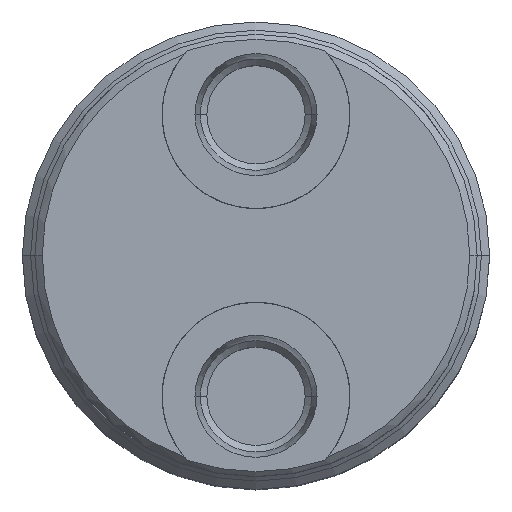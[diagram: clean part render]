
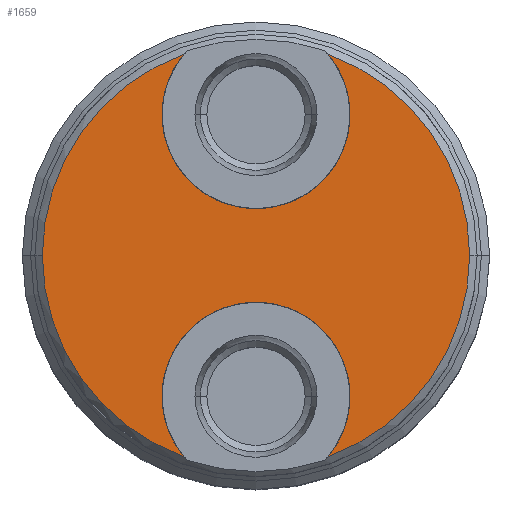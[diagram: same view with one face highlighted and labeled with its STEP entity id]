
A CAD part, top view. The second image highlights one B-rep face of the part: STEP entity #1659.
In plain terms, the highlighted planar face has unit normal (0, 0, 1).
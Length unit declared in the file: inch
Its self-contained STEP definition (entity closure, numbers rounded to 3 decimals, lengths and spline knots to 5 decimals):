
#394=CARTESIAN_POINT('',(0.,0.,2.12));
#395=DIRECTION('',(0.,0.,1.));
#396=DIRECTION('',(-1.,0.,0.));
#397=AXIS2_PLACEMENT_3D('',#394,#395,#396);
#402=CARTESIAN_POINT('',(0.,0.,2.12));
#403=DIRECTION('',(0.,0.,1.));
#404=DIRECTION('',(-0.338,0.941,0.));
#405=AXIS2_PLACEMENT_3D('',#402,#403,#404);
#410=CARTESIAN_POINT('',(0.,0.,2.12));
#411=DIRECTION('',(0.,0.,1.));
#412=DIRECTION('',(1.,0.,0.));
#413=AXIS2_PLACEMENT_3D('',#410,#411,#412);
#418=CARTESIAN_POINT('',(0.,0.,2.12));
#419=DIRECTION('',(0.,0.,1.));
#420=DIRECTION('',(0.338,-0.941,0.));
#421=AXIS2_PLACEMENT_3D('',#418,#419,#420);
#454=CARTESIAN_POINT('',(0.,-0.562,2.12));
#455=DIRECTION('',(0.,0.,-1.));
#456=DIRECTION('',(-0.767,-0.641,0.));
#457=AXIS2_PLACEMENT_3D('',#454,#455,#456);
#732=CARTESIAN_POINT('',(0.,0.562,2.12));
#733=DIRECTION('',(0.,0.,-1.));
#734=DIRECTION('',(0.767,0.641,0.));
#735=AXIS2_PLACEMENT_3D('',#732,#733,#734);
#1356=CARTESIAN_POINT('',(-0.8525,0.,2.12));
#1357=CARTESIAN_POINT('',(-0.28775,-0.80247,2.12));
#1358=VERTEX_POINT('',#1356);
#1359=VERTEX_POINT('',#1357);
#1360=CARTESIAN_POINT('',(0.28775,-0.80247,2.12));
#1361=CARTESIAN_POINT('',(0.8525,0.,2.12));
#1362=VERTEX_POINT('',#1360);
#1363=VERTEX_POINT('',#1361);
#1364=CARTESIAN_POINT('',(0.28775,0.80247,2.12));
#1365=VERTEX_POINT('',#1364);
#1374=CARTESIAN_POINT('',(-0.28775,0.80247,2.12));
#1375=VERTEX_POINT('',#1374);
#1642=CARTESIAN_POINT('',(0.,0.,2.12));
#1643=DIRECTION('',(0.,0.,1.));
#1644=DIRECTION('',(1.,0.,0.));
#1645=AXIS2_PLACEMENT_3D('',#1642,#1643,#1644);
#1646=PLANE('',#1645);
#1648=ORIENTED_EDGE('',*,*,#1647,.F.);
#1649=ORIENTED_EDGE('',*,*,#1632,.F.);
#1651=ORIENTED_EDGE('',*,*,#1650,.F.);
#1652=ORIENTED_EDGE('',*,*,#1624,.F.);
#1654=ORIENTED_EDGE('',*,*,#1653,.F.);
#1656=ORIENTED_EDGE('',*,*,#1655,.F.);
#1657=EDGE_LOOP('',(#1648,#1649,#1651,#1652,#1654,#1656));
#1658=FACE_OUTER_BOUND('',#1657,.F.);
#1659=ADVANCED_FACE('',(#1658),#1646,.T.);
#398=CIRCLE('',#397,0.8525);
#406=CIRCLE('',#405,0.8525);
#414=CIRCLE('',#413,0.8525);
#422=CIRCLE('',#421,0.8525);
#458=CIRCLE('',#457,0.375);
#736=CIRCLE('',#735,0.375);
#1624=EDGE_CURVE('',#1363,#1365,#414,.T.);
#1632=EDGE_CURVE('',#1375,#1358,#406,.T.);
#1647=EDGE_CURVE('',#1358,#1359,#398,.T.);
#1650=EDGE_CURVE('',#1365,#1375,#736,.T.);
#1653=EDGE_CURVE('',#1362,#1363,#422,.T.);
#1655=EDGE_CURVE('',#1359,#1362,#458,.T.);
